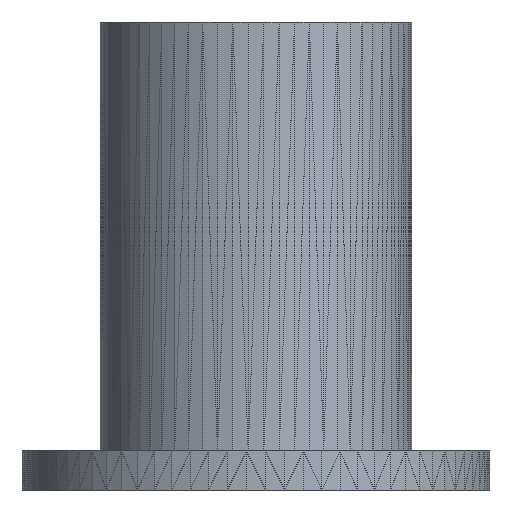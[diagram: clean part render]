
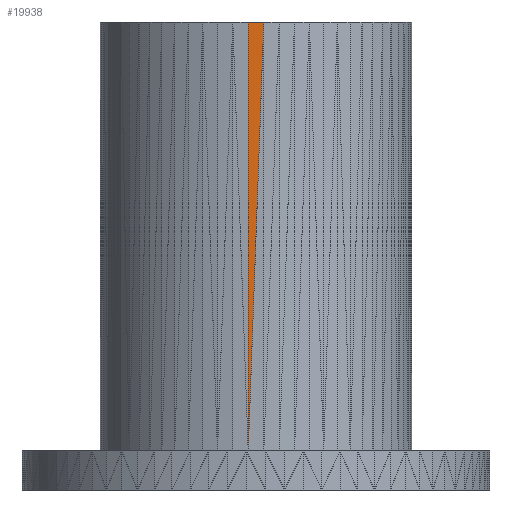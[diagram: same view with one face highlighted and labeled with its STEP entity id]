
A CAD part, left-side view. The second image highlights one B-rep face of the part: STEP entity #19938.
In plain terms, the highlighted planar face has unit normal (-1, 0, 0).
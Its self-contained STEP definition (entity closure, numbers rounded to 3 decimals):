
#11865 = VERTEX_POINT('',#11866);
#11866 = CARTESIAN_POINT('',(-3.995,0.199,1.));
#11901 = PLANE('',#11902);
#11902 = AXIS2_PLACEMENT_3D('',#11903,#11904,#11905);
#11903 = CARTESIAN_POINT('',(-3.995,-0.098,
    6.402));
#11904 = DIRECTION('',(-1.,0.,0.));
#11905 = DIRECTION('',(0.,-1.,0.));
#19872 = PLANE('',#19873);
#19873 = AXIS2_PLACEMENT_3D('',#19874,#19875,#19876);
#19874 = CARTESIAN_POINT('',(-3.985,0.3,
    6.598));
#19875 = DIRECTION('',(-0.995,0.1,
    0.));
#19876 = DIRECTION('',(-0.1,-0.995,0.));
#19887 = VERTEX_POINT('',#19888);
#19888 = CARTESIAN_POINT('',(-3.995,0.199,12.));
#19914 = EDGE_CURVE('',#11865,#19887,#19915,.T.);
#19915 = SURFACE_CURVE('',#19916,(#19920,#19927),.PCURVE_S1.);
#19916 = LINE('',#19917,#19918);
#19917 = CARTESIAN_POINT('',(-3.995,0.199,1.));
#19918 = VECTOR('',#19919,1.);
#19919 = DIRECTION('',(0.,0.,1.));
#19920 = PCURVE('',#19872,#19921);
#19921 = DEFINITIONAL_REPRESENTATION('',(#19922),#19926);
#19922 = LINE('',#19923,#19924);
#19923 = CARTESIAN_POINT('',(0.101,-5.598));
#19924 = VECTOR('',#19925,1.);
#19925 = DIRECTION('',(0.,1.));
#19926 = ( GEOMETRIC_REPRESENTATION_CONTEXT(2) 
PARAMETRIC_REPRESENTATION_CONTEXT() REPRESENTATION_CONTEXT('2D SPACE',''
  ) );
#19927 = PCURVE('',#19928,#19933);
#19928 = PLANE('',#19929);
#19929 = AXIS2_PLACEMENT_3D('',#19930,#19931,#19932);
#19930 = CARTESIAN_POINT('',(-3.995,0.098,
    6.598));
#19931 = DIRECTION('',(-1.,0.,0.));
#19932 = DIRECTION('',(0.,-1.,0.));
#19933 = DEFINITIONAL_REPRESENTATION('',(#19934),#19937);
#19934 = B_SPLINE_CURVE_WITH_KNOTS('',1,(#19935,#19936),.UNSPECIFIED.,
  .F.,.F.,(2,2),(0.,11.),.PIECEWISE_BEZIER_KNOTS.);
#19935 = CARTESIAN_POINT('',(-0.101,-5.598));
#19936 = CARTESIAN_POINT('',(-0.101,5.402));
#19937 = ( GEOMETRIC_REPRESENTATION_CONTEXT(2) 
PARAMETRIC_REPRESENTATION_CONTEXT() REPRESENTATION_CONTEXT('2D SPACE',''
  ) );
#19938 = ADVANCED_FACE('',(#19939),#19928,.T.);
#19939 = FACE_BOUND('',#19940,.T.);
#19940 = EDGE_LOOP('',(#19941,#19968,#19969));
#19941 = ORIENTED_EDGE('',*,*,#19942,.T.);
#19942 = EDGE_CURVE('',#19943,#19887,#19945,.T.);
#19943 = VERTEX_POINT('',#19944);
#19944 = CARTESIAN_POINT('',(-3.995,-0.199,12.));
#19945 = SURFACE_CURVE('',#19946,(#19950,#19957),.PCURVE_S1.);
#19946 = LINE('',#19947,#19948);
#19947 = CARTESIAN_POINT('',(-3.995,-0.199,12.));
#19948 = VECTOR('',#19949,1.);
#19949 = DIRECTION('',(0.,1.,0.));
#19950 = PCURVE('',#19928,#19951);
#19951 = DEFINITIONAL_REPRESENTATION('',(#19952),#19956);
#19952 = LINE('',#19953,#19954);
#19953 = CARTESIAN_POINT('',(0.297,5.402));
#19954 = VECTOR('',#19955,1.);
#19955 = DIRECTION('',(-1.,0.));
#19956 = ( GEOMETRIC_REPRESENTATION_CONTEXT(2) 
PARAMETRIC_REPRESENTATION_CONTEXT() REPRESENTATION_CONTEXT('2D SPACE',''
  ) );
#19957 = PCURVE('',#19958,#19963);
#19958 = PLANE('',#19959);
#19959 = AXIS2_PLACEMENT_3D('',#19960,#19961,#19962);
#19960 = CARTESIAN_POINT('',(-2.849,0.056,12.));
#19961 = DIRECTION('',(0.,0.,1.));
#19962 = DIRECTION('',(1.,0.,-0.));
#19963 = DEFINITIONAL_REPRESENTATION('',(#19964),#19967);
#19964 = B_SPLINE_CURVE_WITH_KNOTS('',1,(#19965,#19966),.UNSPECIFIED.,
  .F.,.F.,(2,2),(0.,0.399),.PIECEWISE_BEZIER_KNOTS.);
#19965 = CARTESIAN_POINT('',(-1.146,-0.256));
#19966 = CARTESIAN_POINT('',(-1.146,0.143));
#19967 = ( GEOMETRIC_REPRESENTATION_CONTEXT(2) 
PARAMETRIC_REPRESENTATION_CONTEXT() REPRESENTATION_CONTEXT('2D SPACE',''
  ) );
#19968 = ORIENTED_EDGE('',*,*,#19914,.F.);
#19969 = ORIENTED_EDGE('',*,*,#19970,.T.);
#19970 = EDGE_CURVE('',#11865,#19943,#19971,.T.);
#19971 = SURFACE_CURVE('',#19972,(#19976,#19983),.PCURVE_S1.);
#19972 = LINE('',#19973,#19974);
#19973 = CARTESIAN_POINT('',(-3.995,0.199,1.));
#19974 = VECTOR('',#19975,1.);
#19975 = DIRECTION('',(0.,-0.036,0.999));
#19976 = PCURVE('',#19928,#19977);
#19977 = DEFINITIONAL_REPRESENTATION('',(#19978),#19982);
#19978 = LINE('',#19979,#19980);
#19979 = CARTESIAN_POINT('',(-0.101,-5.598));
#19980 = VECTOR('',#19981,1.);
#19981 = DIRECTION('',(0.036,0.999));
#19982 = ( GEOMETRIC_REPRESENTATION_CONTEXT(2) 
PARAMETRIC_REPRESENTATION_CONTEXT() REPRESENTATION_CONTEXT('2D SPACE',''
  ) );
#19983 = PCURVE('',#11901,#19984);
#19984 = DEFINITIONAL_REPRESENTATION('',(#19985),#19988);
#19985 = B_SPLINE_CURVE_WITH_KNOTS('',1,(#19986,#19987),.UNSPECIFIED.,
  .F.,.F.,(2,2),(0.,11.007),.PIECEWISE_BEZIER_KNOTS.);
#19986 = CARTESIAN_POINT('',(-0.297,-5.402));
#19987 = CARTESIAN_POINT('',(0.101,5.598));
#19988 = ( GEOMETRIC_REPRESENTATION_CONTEXT(2) 
PARAMETRIC_REPRESENTATION_CONTEXT() REPRESENTATION_CONTEXT('2D SPACE',''
  ) );
